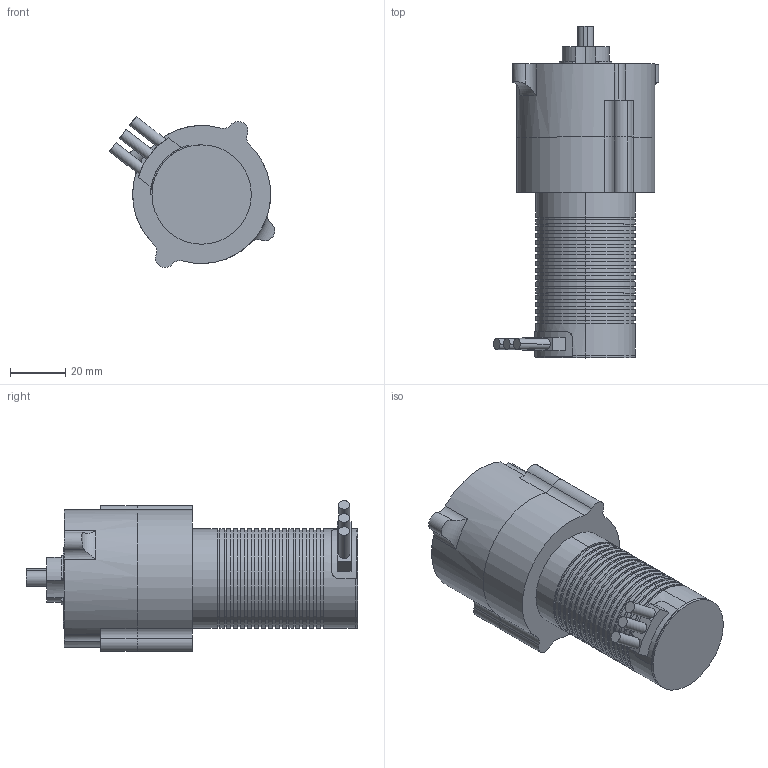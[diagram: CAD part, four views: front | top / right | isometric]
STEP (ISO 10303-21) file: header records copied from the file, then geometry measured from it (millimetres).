
FILE_DESCRIPTION (( 'STEP AP214' ), '1' );
FILE_NAME ('Gearbox.STEP', '2025-04-11T07:18:59', ( '' ), ( '' ), 'SwSTEP 2.0', 'SolidWorks 2024', '' );
FILE_SCHEMA (( 'AUTOMOTIVE_DESIGN' ));
Length unit declared in the file: millimetre
Products named in the file (12): Out2.step_Varsayılan; 48T_Ring.step_Varsayılan; 12T_Sun2.step_Varsayılan.STEP_Varsayılan; 17x23x4_Rulman.step_Varsayılan; 3x10x4_Rulman.step_Varsayılan; Out.STEP_Varsayılan; 48T_Ring2.step_Varsayılan; Out_Varsayılan.STEP_Varsayılan; 18T_Planet.step_Varsayılan; Gearbox; 12T_Sun.step_Varsayılan; Motor_Varsayılan
Assembly tree (21 placements, depth 3):
  Gearbox
    Motor_Varsayılan
    48T_Ring.step_Varsayılan
    12T_Sun.step_Varsayılan
    18T_Planet.step_Varsayılan  x6
    3x10x4_Rulman.step_Varsayılan  x6
    48T_Ring2.step_Varsayılan
    17x23x4_Rulman.step_Varsayılan
    Out.STEP_Varsayılan
      Out_Varsayılan.STEP_Varsayılan
      12T_Sun2.step_Varsayılan.STEP_Varsayılan
    Out2.step_Varsayılan
Bounding box: 59.88 x 120.25 x 54.71 mm (x, y, z)
Volume: 116880.5 mm3; surface area: 59982.4 mm2
Topology: 22 solids, 22 shells, 1685 faces, 4517 edges, 2960 vertices
Faces by surface type: cylinder 1298, plane 301, torus 86
Entity records: 36678 total; most frequent: DIRECTION 7064, CARTESIAN_POINT 6475, ORIENTED_EDGE 5984, EDGE_CURVE 2992, AXIS2_PLACEMENT_3D 2951, VERTEX_POINT 1970, CIRCLE 1816, EDGE_LOOP 1222
